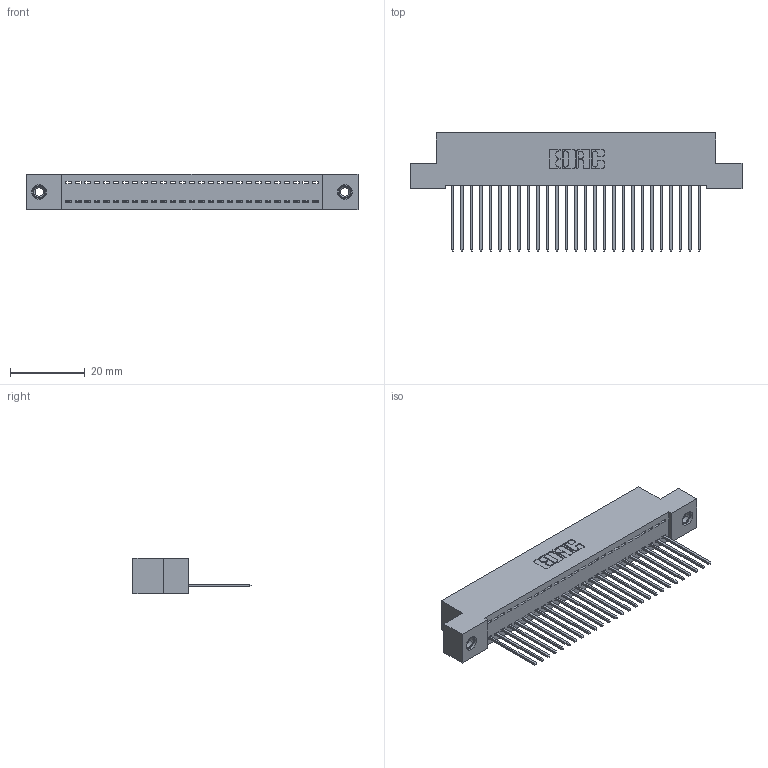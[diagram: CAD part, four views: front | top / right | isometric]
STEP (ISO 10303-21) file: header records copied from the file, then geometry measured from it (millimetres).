
FILE_DESCRIPTION (( 'STEP AP203' ), '1' );
FILE_NAME ('392-027-542-108.STEP', '2018-08-15T20:33:55', ( '' ), ( '' ), 'SwSTEP 2.0', 'SolidWorks 2016', '' );
FILE_SCHEMA (( 'CONFIG_CONTROL_DESIGN' ));
Length unit declared in the file: inch
Products named in the file (4): 345-250-001_345-250-003-102; 392-027-542-108; 342 Part_TI; 345-292-001_345-293-142
Assembly tree (30 placements, depth 2):
  392-027-542-108
    342 Part_TI
    345-292-001_345-293-142  x27
    345-250-001_345-250-003-102  x2
Bounding box: 88.9 x 31.63 x 9.4 mm (x, y, z)
Volume: 7793.9 mm3; surface area: 11549.1 mm2
Topology: 30 solids, 30 shells, 1736 faces, 5187 edges, 3414 vertices
Faces by surface type: plane 1232, cylinder 488, cone 12, torus 4
Entity records: 19518 total; most frequent: CARTESIAN_POINT 3350, ORIENTED_EDGE 3306, DIRECTION 2889, EDGE_CURVE 1653, VECTOR 1505, LINE 1505, VERTEX_POINT 1096, AXIS2_PLACEMENT_3D 692
